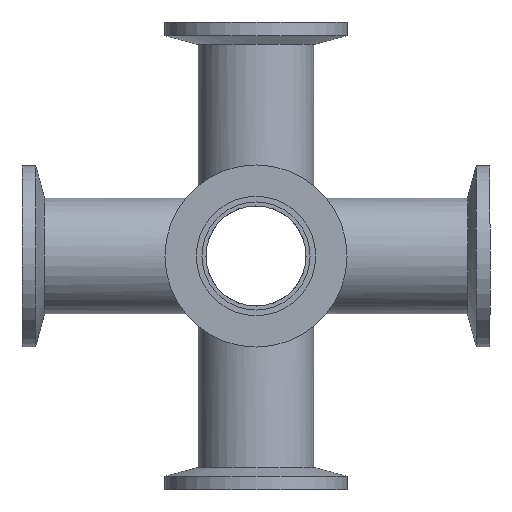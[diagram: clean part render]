
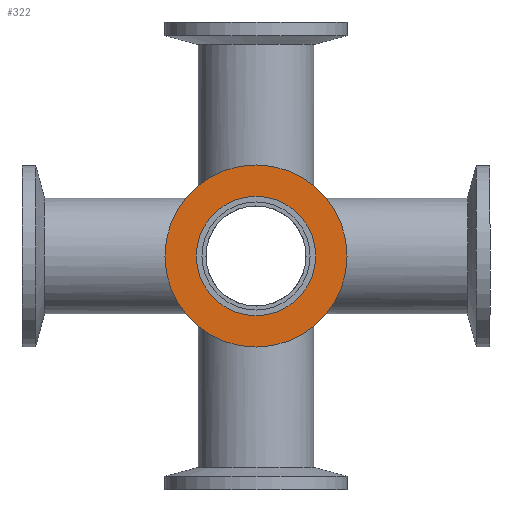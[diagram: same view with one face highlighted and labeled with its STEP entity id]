
A CAD part, front view. The second image highlights one B-rep face of the part: STEP entity #322.
In plain terms, the highlighted planar face has unit normal (0, -1, 0).
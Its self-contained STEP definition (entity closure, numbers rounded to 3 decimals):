
#79=FACE_BOUND('',#115,.T.);
#83=PLANE('',#407);
#97=FACE_OUTER_BOUND('',#114,.T.);
#114=EDGE_LOOP('',(#269,#270));
#115=EDGE_LOOP('',(#271,#272));
#148=CIRCLE('',#387,20.);
#149=CIRCLE('',#388,20.);
#160=CIRCLE('',#405,13.1);
#161=CIRCLE('',#406,13.1);
#166=VERTEX_POINT('',#574);
#167=VERTEX_POINT('',#576);
#178=VERTEX_POINT('',#608);
#179=VERTEX_POINT('',#610);
#195=EDGE_CURVE('',#166,#167,#148,.T.);
#196=EDGE_CURVE('',#167,#166,#149,.T.);
#211=EDGE_CURVE('',#179,#178,#160,.T.);
#212=EDGE_CURVE('',#178,#179,#161,.T.);
#269=ORIENTED_EDGE('',*,*,#196,.F.);
#270=ORIENTED_EDGE('',*,*,#195,.F.);
#271=ORIENTED_EDGE('',*,*,#211,.T.);
#272=ORIENTED_EDGE('',*,*,#212,.T.);
#322=ADVANCED_FACE('',(#97,#79),#83,.T.);
#387=AXIS2_PLACEMENT_3D('',#577,#451,#452);
#388=AXIS2_PLACEMENT_3D('',#578,#453,#454);
#405=AXIS2_PLACEMENT_3D('',#611,#491,#492);
#406=AXIS2_PLACEMENT_3D('',#612,#493,#494);
#407=AXIS2_PLACEMENT_3D('',#613,#495,#496);
#451=DIRECTION('center_axis',(0.,1.,0.));
#452=DIRECTION('ref_axis',(1.,0.,0.));
#453=DIRECTION('center_axis',(0.,1.,0.));
#454=DIRECTION('ref_axis',(1.,0.,0.));
#491=DIRECTION('center_axis',(0.,1.,0.));
#492=DIRECTION('ref_axis',(1.,0.,0.));
#493=DIRECTION('center_axis',(0.,1.,0.));
#494=DIRECTION('ref_axis',(1.,0.,0.));
#495=DIRECTION('center_axis',(0.,-1.,0.));
#496=DIRECTION('ref_axis',(0.,0.,-1.));
#574=CARTESIAN_POINT('',(20.,0.,0.));
#576=CARTESIAN_POINT('',(-20.,0.,0.));
#577=CARTESIAN_POINT('Origin',(0.,0.,0.));
#578=CARTESIAN_POINT('Origin',(0.,0.,0.));
#608=CARTESIAN_POINT('',(13.1,0.,0.));
#610=CARTESIAN_POINT('',(-13.1,0.,0.));
#611=CARTESIAN_POINT('Origin',(0.,0.,0.));
#612=CARTESIAN_POINT('Origin',(0.,0.,0.));
#613=CARTESIAN_POINT('Origin',(-20.,0.,0.));
